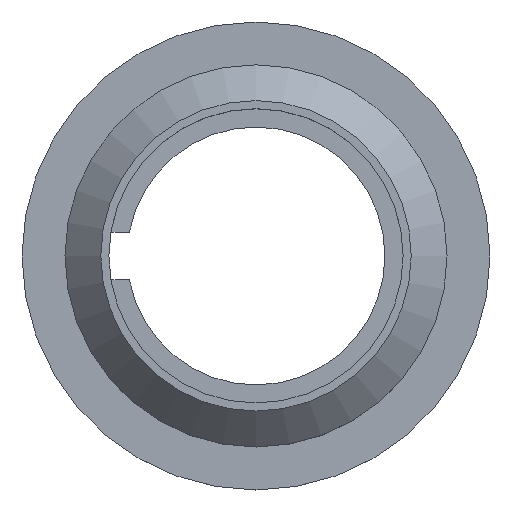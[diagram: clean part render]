
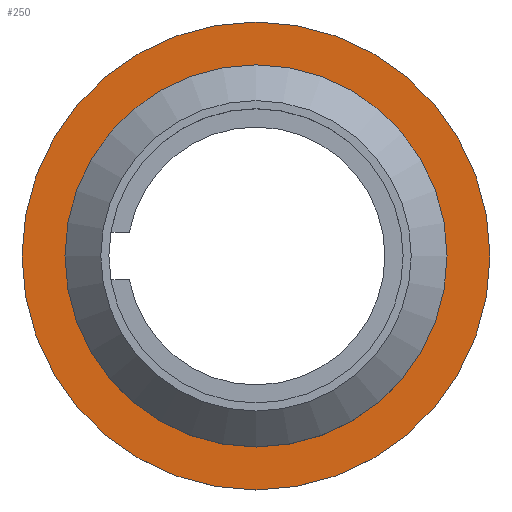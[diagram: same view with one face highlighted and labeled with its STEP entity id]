
A CAD part, top view. The second image highlights one B-rep face of the part: STEP entity #250.
In plain terms, the highlighted planar face has unit normal (0, 0, 1).
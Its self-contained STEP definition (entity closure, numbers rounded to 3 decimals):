
#16=FACE_BOUND('',#63,.T.);
#29=PLANE('',#298);
#45=FACE_OUTER_BOUND('',#62,.T.);
#62=EDGE_LOOP('',(#226));
#63=EDGE_LOOP('',(#227));
#110=CIRCLE('',#291,20.);
#112=CIRCLE('',#296,24.5);
#130=VERTEX_POINT('',#438);
#132=VERTEX_POINT('',#448);
#160=EDGE_CURVE('',#130,#130,#110,.T.);
#164=EDGE_CURVE('',#132,#132,#112,.T.);
#226=ORIENTED_EDGE('',*,*,#164,.T.);
#227=ORIENTED_EDGE('',*,*,#160,.T.);
#250=ADVANCED_FACE('',(#45,#16),#29,.T.);
#291=AXIS2_PLACEMENT_3D('',#440,#364,#365);
#296=AXIS2_PLACEMENT_3D('',#449,#376,#377);
#298=AXIS2_PLACEMENT_3D('',#453,#381,#382);
#364=DIRECTION('center_axis',(0.,0.,-1.));
#365=DIRECTION('ref_axis',(1.,0.,0.));
#376=DIRECTION('center_axis',(0.,0.,1.));
#377=DIRECTION('ref_axis',(1.,0.,0.));
#381=DIRECTION('center_axis',(0.,0.,1.));
#382=DIRECTION('ref_axis',(1.,0.,0.));
#438=CARTESIAN_POINT('',(-20.,0.,0.6));
#440=CARTESIAN_POINT('Origin',(0.,0.,0.6));
#448=CARTESIAN_POINT('',(-24.5,0.,0.6));
#449=CARTESIAN_POINT('Origin',(0.,0.,0.6));
#453=CARTESIAN_POINT('Origin',(0.,0.,0.6));
